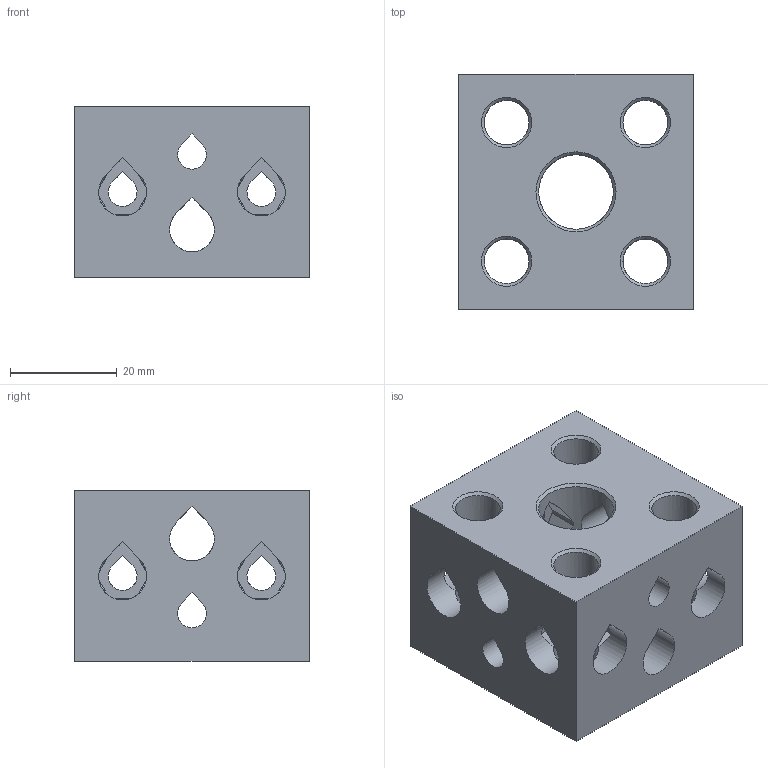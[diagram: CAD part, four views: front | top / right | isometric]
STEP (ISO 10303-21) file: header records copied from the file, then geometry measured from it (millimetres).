
FILE_DESCRIPTION( ( 'Unknown' ), '1' );
FILE_NAME( 'Corner-bracket.stp', 'Unknown', ( 'Ed Sells' ), ( 'University of Bath' ), 'XStep 1.0', 'Solid Edge v19', ' ' );
FILE_SCHEMA( ( 'CONFIG_CONTROL_DESIGN' ) );
Length unit declared in the file: millimetre
Products named in the file (1): 1
Bounding box: 44 x 44 x 32 mm (x, y, z)
Volume: 37821 mm3; surface area: 17713.7 mm2
Topology: 1 solids, 1 shells, 224 faces, 679 edges, 445 vertices
Faces by surface type: plane 142, cylinder 77, cone 5
Full cylindrical faces by diameter (mm): 8.4 x8, 14 x1
Entity records: 8094 total; most frequent: CARTESIAN_POINT 1831, ORIENTED_EDGE 1314, DIRECTION 1290, EDGE_CURVE 657, AXIS2_PLACEMENT_3D 460, VERTEX_POINT 439, LINE 370, VECTOR 370
